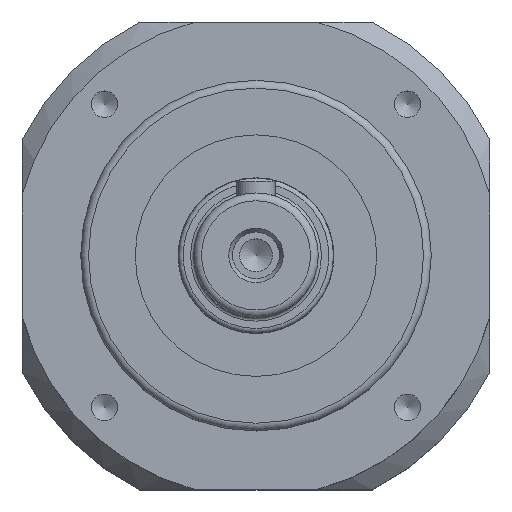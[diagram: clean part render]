
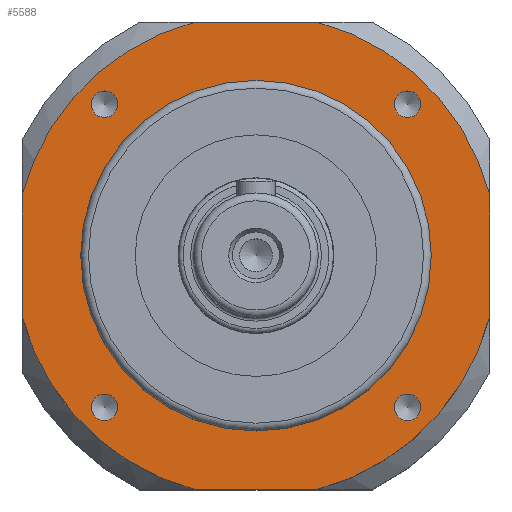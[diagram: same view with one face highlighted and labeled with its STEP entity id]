
A CAD part, top view. The second image highlights one B-rep face of the part: STEP entity #5588.
In plain terms, the highlighted planar face has unit normal (0, 0, 1).
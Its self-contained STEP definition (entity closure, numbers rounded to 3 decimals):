
#4118=CARTESIAN_POINT('',(-38.891,35.491,0.));
#4119=VERTEX_POINT('',#4118);
#4120=CARTESIAN_POINT('',(-38.891,38.891,0.));
#4121=DIRECTION('',(0.0,0.0,1.0));
#4122=DIRECTION('',(0.0,-1.0,0.0));
#4123=AXIS2_PLACEMENT_3D('',#4120,#4121,#4122);
#4124=CIRCLE('',#4123,3.4);
#4125=EDGE_CURVE('',#4119,#4119,#4124,.T.);
#4155=CARTESIAN_POINT('',(-38.891,-42.291,0.));
#4156=VERTEX_POINT('',#4155);
#4157=CARTESIAN_POINT('',(-38.891,-38.891,0.));
#4158=DIRECTION('',(0.0,0.0,1.0));
#4159=DIRECTION('',(0.0,-1.0,0.0));
#4160=AXIS2_PLACEMENT_3D('',#4157,#4158,#4159);
#4161=CIRCLE('',#4160,3.4);
#4162=EDGE_CURVE('',#4156,#4156,#4161,.T.);
#4192=CARTESIAN_POINT('',(38.891,-42.291,0.));
#4193=VERTEX_POINT('',#4192);
#4194=CARTESIAN_POINT('',(38.891,-38.891,0.));
#4195=DIRECTION('',(0.0,0.0,1.0));
#4196=DIRECTION('',(0.0,-1.0,0.0));
#4197=AXIS2_PLACEMENT_3D('',#4194,#4195,#4196);
#4198=CIRCLE('',#4197,3.4);
#4199=EDGE_CURVE('',#4193,#4193,#4198,.T.);
#4340=CARTESIAN_POINT('',(42.291,38.891,0.));
#4341=VERTEX_POINT('',#4340);
#4342=CARTESIAN_POINT('',(38.891,38.891,0.));
#4343=DIRECTION('',(0.0,0.0,1.0));
#4344=DIRECTION('',(1.0,0.0,0.0));
#4345=AXIS2_PLACEMENT_3D('',#4342,#4343,#4344);
#4346=CIRCLE('',#4345,3.4);
#4347=EDGE_CURVE('',#4341,#4341,#4346,.T.);
#4434=CARTESIAN_POINT('',(0.0,45.0,0.));
#4435=VERTEX_POINT('',#4434);
#4436=CARTESIAN_POINT('',(0.0,0.,0.0));
#4437=DIRECTION('',(0.0,0.0,-1.0));
#4438=DIRECTION('',(0.0,1.0,0.0));
#4439=AXIS2_PLACEMENT_3D('',#4436,#4437,#4438);
#4440=CIRCLE('',#4439,45.);
#4441=EDGE_CURVE('',#4435,#4435,#4440,.T.);
#5416=CARTESIAN_POINT('',(60.,-15.62,0.0));
#5417=VERTEX_POINT('',#5416);
#5424=CARTESIAN_POINT('',(15.62,-60.,0.));
#5425=VERTEX_POINT('',#5424);
#5426=CARTESIAN_POINT('',(0.0,0.,0.));
#5427=DIRECTION('',(0.0,0.0,-1.0));
#5428=DIRECTION('',(0.0,1.0,0.0));
#5429=AXIS2_PLACEMENT_3D('',#5426,#5427,#5428);
#5430=CIRCLE('',#5429,62.);
#5431=EDGE_CURVE('',#5417,#5425,#5430,.T.);
#5447=CARTESIAN_POINT('',(15.62,60.,0.0));
#5448=VERTEX_POINT('',#5447);
#5449=CARTESIAN_POINT('',(60.,15.62,0.));
#5450=VERTEX_POINT('',#5449);
#5451=CARTESIAN_POINT('',(0.0,0.,0.));
#5452=DIRECTION('',(0.0,0.0,-1.0));
#5453=DIRECTION('',(0.0,1.0,0.0));
#5454=AXIS2_PLACEMENT_3D('',#5451,#5452,#5453);
#5455=CIRCLE('',#5454,62.);
#5456=EDGE_CURVE('',#5448,#5450,#5455,.T.);
#5480=CARTESIAN_POINT('',(-15.62,-60.,0.0));
#5481=VERTEX_POINT('',#5480);
#5488=CARTESIAN_POINT('',(-60.,-15.62,0.));
#5489=VERTEX_POINT('',#5488);
#5490=CARTESIAN_POINT('',(0.0,0.,0.));
#5491=DIRECTION('',(0.0,0.0,-1.0));
#5492=DIRECTION('',(0.0,1.0,0.0));
#5493=AXIS2_PLACEMENT_3D('',#5490,#5491,#5492);
#5494=CIRCLE('',#5493,62.);
#5495=EDGE_CURVE('',#5481,#5489,#5494,.T.);
#5512=CARTESIAN_POINT('',(-60.,15.62,0.0));
#5513=VERTEX_POINT('',#5512);
#5520=CARTESIAN_POINT('',(-15.62,60.,0.));
#5521=VERTEX_POINT('',#5520);
#5522=CARTESIAN_POINT('',(0.0,0.,0.));
#5523=DIRECTION('',(0.0,0.0,-1.0));
#5524=DIRECTION('',(0.0,1.0,0.0));
#5525=AXIS2_PLACEMENT_3D('',#5522,#5523,#5524);
#5526=CIRCLE('',#5525,62.);
#5527=EDGE_CURVE('',#5513,#5521,#5526,.T.);
#5538=CARTESIAN_POINT('',(0.0,62.,0.));
#5539=DIRECTION('',(0.0,0.0,1.0));
#5540=DIRECTION('',(1.0,0.0,0.0));
#5541=AXIS2_PLACEMENT_3D('',#5538,#5539,#5540);
#5542=PLANE('',#5541);
#5543=ORIENTED_EDGE('',*,*,#5431,.F.);
#5544=CARTESIAN_POINT('',(60.0,-15.62,0.));
#5545=DIRECTION('',(0.0,1.0,0.0));
#5546=VECTOR('',#5545,31.241);
#5547=LINE('',#5544,#5546);
#5548=EDGE_CURVE('',#5417,#5450,#5547,.T.);
#5549=ORIENTED_EDGE('',*,*,#5548,.T.);
#5550=ORIENTED_EDGE('',*,*,#5456,.F.);
#5551=CARTESIAN_POINT('',(15.62,60.,0.));
#5552=DIRECTION('',(-1.0,0.0,0.0));
#5553=VECTOR('',#5552,31.241);
#5554=LINE('',#5551,#5553);
#5555=EDGE_CURVE('',#5448,#5521,#5554,.T.);
#5556=ORIENTED_EDGE('',*,*,#5555,.T.);
#5557=ORIENTED_EDGE('',*,*,#5527,.F.);
#5558=CARTESIAN_POINT('',(-60.0,15.62,0.));
#5559=DIRECTION('',(0.0,-1.0,0.0));
#5560=VECTOR('',#5559,31.241);
#5561=LINE('',#5558,#5560);
#5562=EDGE_CURVE('',#5513,#5489,#5561,.T.);
#5563=ORIENTED_EDGE('',*,*,#5562,.T.);
#5564=ORIENTED_EDGE('',*,*,#5495,.F.);
#5565=CARTESIAN_POINT('',(-15.62,-60.,0.));
#5566=DIRECTION('',(1.0,0.0,0.0));
#5567=VECTOR('',#5566,31.241);
#5568=LINE('',#5565,#5567);
#5569=EDGE_CURVE('',#5481,#5425,#5568,.T.);
#5570=ORIENTED_EDGE('',*,*,#5569,.T.);
#5571=EDGE_LOOP('',(#5543,#5549,#5550,#5556,#5557,#5563,#5564,#5570));
#5572=FACE_OUTER_BOUND('',#5571,.T.);
#5573=ORIENTED_EDGE('',*,*,#4162,.F.);
#5574=EDGE_LOOP('',(#5573));
#5575=FACE_BOUND('',#5574,.T.);
#5576=ORIENTED_EDGE('',*,*,#4199,.F.);
#5577=EDGE_LOOP('',(#5576));
#5578=FACE_BOUND('',#5577,.T.);
#5579=ORIENTED_EDGE('',*,*,#4347,.F.);
#5580=EDGE_LOOP('',(#5579));
#5581=FACE_BOUND('',#5580,.T.);
#5582=ORIENTED_EDGE('',*,*,#4441,.T.);
#5583=EDGE_LOOP('',(#5582));
#5584=FACE_BOUND('',#5583,.T.);
#5585=ORIENTED_EDGE('',*,*,#4125,.F.);
#5586=EDGE_LOOP('',(#5585));
#5587=FACE_BOUND('',#5586,.T.);
#5588=ADVANCED_FACE('',(#5572,#5575,#5578,#5581,#5584,#5587),#5542,.T.);
